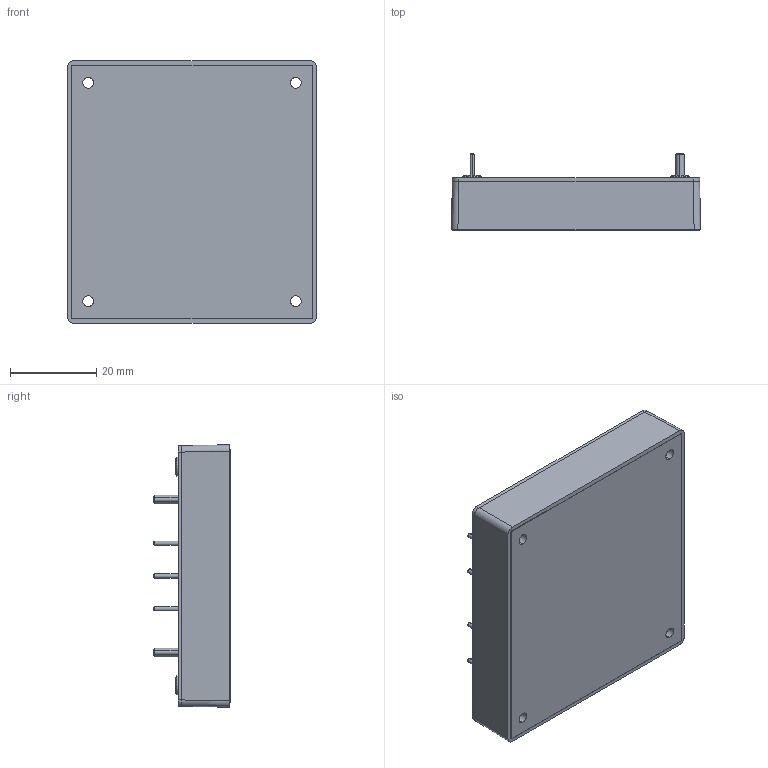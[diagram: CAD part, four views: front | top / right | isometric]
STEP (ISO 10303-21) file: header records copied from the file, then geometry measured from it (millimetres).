
FILE_DESCRIPTION (( 'STEP AP214' ), '1' );
FILE_NAME ('HAE100-V01.STEP', '2017-03-21T00:38:00', ( 'user' ), ( '' ), 'SwSTEP 2.0', 'SolidWorks 2016', '' );
FILE_SCHEMA (( 'AUTOMOTIVE_DESIGN' ));
Length unit declared in the file: millimetre
Products named in the file (1): HAE100-V01
Bounding box: 57.9 x 17.78 x 61 mm (x, y, z)
Volume: 42244.4 mm3; surface area: 10424 mm2
Topology: 1 solids, 1 shells, 96 faces, 214 edges, 134 vertices
Faces by surface type: cone 34, cylinder 34, plane 28
Entity records: 3026 total; most frequent: CARTESIAN_POINT 493, DIRECTION 490, ORIENTED_EDGE 428, EDGE_CURVE 214, AXIS2_PLACEMENT_3D 195, VERTEX_POINT 134, EDGE_LOOP 118, VECTOR 100
